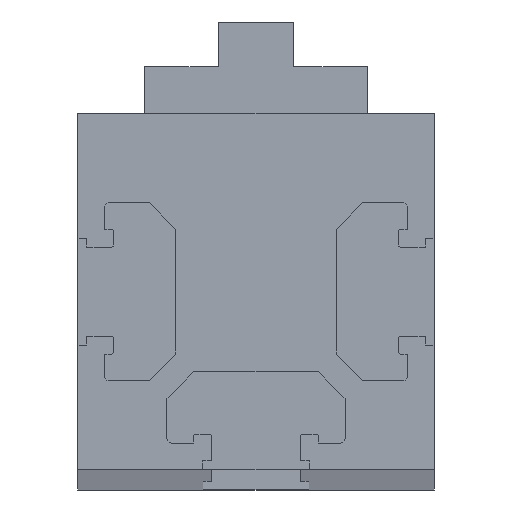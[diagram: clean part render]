
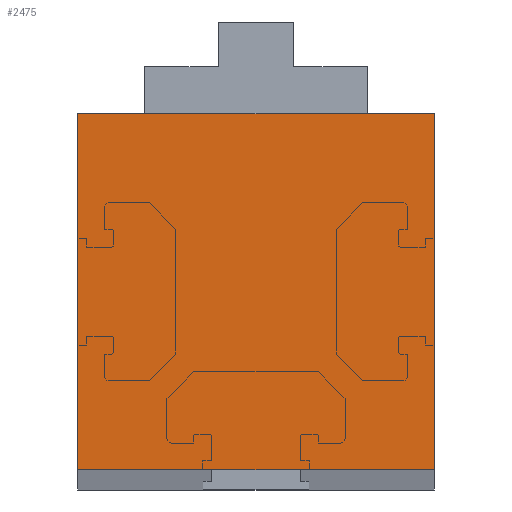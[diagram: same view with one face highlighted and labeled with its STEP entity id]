
A CAD part, top view. The second image highlights one B-rep face of the part: STEP entity #2475.
In plain terms, the highlighted planar face has unit normal (0, 0, 1).
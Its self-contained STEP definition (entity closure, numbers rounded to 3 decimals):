
#102 = CARTESIAN_POINT ( 'NONE',  ( 20., 20., 655. ) ) ;
#158 = EDGE_CURVE ( 'NONE', #2668, #1238, #2373, .T. ) ;
#331 = DIRECTION ( 'NONE',  ( 0., -1., 0. ) ) ;
#392 = PLANE ( 'NONE',  #1980 ) ;
#493 = CARTESIAN_POINT ( 'NONE',  ( 20., 20., 655. ) ) ;
#565 = CARTESIAN_POINT ( 'NONE',  ( -20., 20., 655. ) ) ;
#790 = EDGE_LOOP ( 'NONE', ( #1122, #1167, #1152, #2734 ) ) ;
#1122 = ORIENTED_EDGE ( 'NONE', *, *, #1438, .T. ) ;
#1152 = ORIENTED_EDGE ( 'NONE', *, *, #158, .T. ) ;
#1153 = CARTESIAN_POINT ( 'NONE',  ( -20., 20., 655. ) ) ;
#1162 = DIRECTION ( 'NONE',  ( 0., 0., 1. ) ) ;
#1167 = ORIENTED_EDGE ( 'NONE', *, *, #2280, .T. ) ;
#1238 = VERTEX_POINT ( 'NONE', #1537 ) ;
#1296 = VERTEX_POINT ( 'NONE', #2245 ) ;
#1373 = CARTESIAN_POINT ( 'NONE',  ( -20., -20., 655. ) ) ;
#1438 = EDGE_CURVE ( 'NONE', #1296, #2408, #2107, .T. ) ;
#1537 = CARTESIAN_POINT ( 'NONE',  ( -20., -20., 655. ) ) ;
#1627 = LINE ( 'NONE', #1153, #2637 ) ;
#1842 = CARTESIAN_POINT ( 'NONE',  ( -20., 20., 655. ) ) ;
#1980 = AXIS2_PLACEMENT_3D ( 'NONE', #2854, #1162, #2471 ) ;
#2040 = DIRECTION ( 'NONE',  ( -1., 0., 0. ) ) ;
#2107 = LINE ( 'NONE', #493, #2772 ) ;
#2245 = CARTESIAN_POINT ( 'NONE',  ( 20., -20., 655. ) ) ;
#2277 = DIRECTION ( 'NONE',  ( 1., 0., 0. ) ) ;
#2280 = EDGE_CURVE ( 'NONE', #2408, #2668, #1627, .T. ) ;
#2290 = DIRECTION ( 'NONE',  ( 0., 1., 0. ) ) ;
#2373 = LINE ( 'NONE', #565, #2765 ) ;
#2402 = FACE_OUTER_BOUND ( 'NONE', #790, .T. ) ;
#2408 = VERTEX_POINT ( 'NONE', #102 ) ;
#2444 = LINE ( 'NONE', #1373, #2546 ) ;
#2471 = DIRECTION ( 'NONE',  ( 1., 0., 0. ) ) ;
#2475 = ADVANCED_FACE ( 'NONE', ( #2402 ), #392, .T. ) ;
#2546 = VECTOR ( 'NONE', #2277, 1000. ) ;
#2570 = EDGE_CURVE ( 'NONE', #1238, #1296, #2444, .T. ) ;
#2637 = VECTOR ( 'NONE', #2040, 1000. ) ;
#2668 = VERTEX_POINT ( 'NONE', #1842 ) ;
#2734 = ORIENTED_EDGE ( 'NONE', *, *, #2570, .T. ) ;
#2765 = VECTOR ( 'NONE', #331, 1000. ) ;
#2772 = VECTOR ( 'NONE', #2290, 1000. ) ;
#2854 = CARTESIAN_POINT ( 'NONE',  ( 0., 0., 655. ) ) ;
